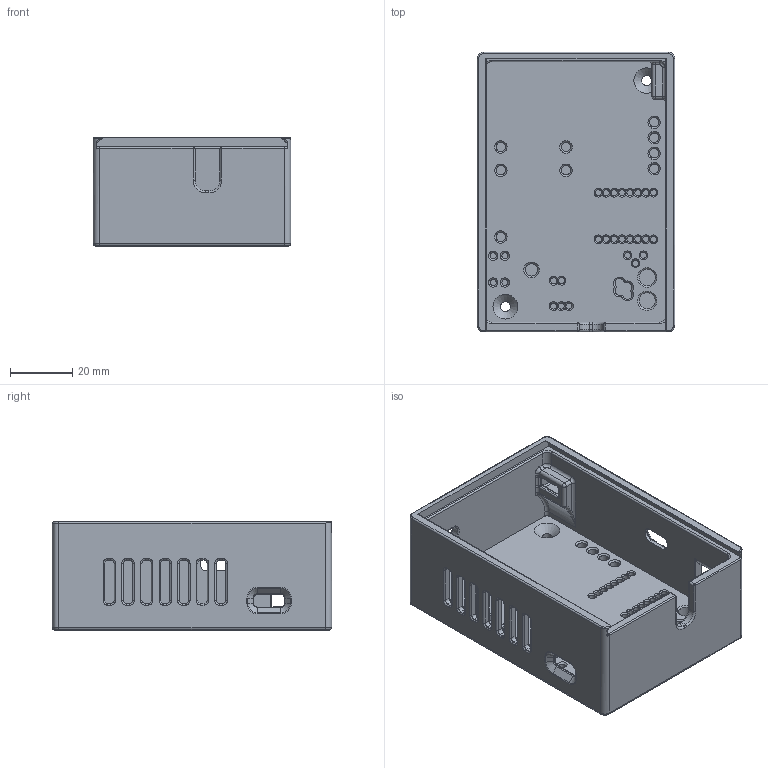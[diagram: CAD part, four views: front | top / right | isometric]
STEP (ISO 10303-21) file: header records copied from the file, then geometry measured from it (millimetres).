
FILE_DESCRIPTION(/* description */ (''),/* implementation_level */ '2;1');
FILE_NAME(/* name */ 'HousingFBH2.step',/* time_stamp */ '2025-11-27T18:29:57+01:00',/* author */ (''),/* organization */ (''),/* preprocessor_version */ 'ST-DEVELOPER v20.1',/* originating_system */ 'Autodesk Translation Framework v14.21.0.0',/* authorisation */ '');
FILE_SCHEMA (('AUTOMOTIVE_DESIGN { 1 0 10303 214 3 1 1 }'));
Length unit declared in the file: millimetre
Products named in the file (1): HousingFBH2
Bounding box: 63.65 x 90 x 35 mm (x, y, z)
Volume: 55823.1 mm3; surface area: 31430.3 mm2
Topology: 1 solids, 1 shells, 638 faces, 1458 edges, 836 vertices
Faces by surface type: cylinder 286, plane 142, torus 113, cone 62, bspline 29, sphere 6
Full cylindrical faces by diameter (mm): 2 x28, 2.983 x4, 3 x9, 3.2 x2, 3.983 x9, 4 x1, 4.983 x1, 5.2 x1, 5.25 x1, 6.183 x1, 6.233 x1, 7.983 x1
Entity records: 18879 total; most frequent: CARTESIAN_POINT 4249, DIRECTION 3329, ORIENTED_EDGE 2900, EDGE_CURVE 1450, AXIS2_PLACEMENT_3D 1352, VERTEX_POINT 836, CIRCLE 711, EDGE_LOOP 688
